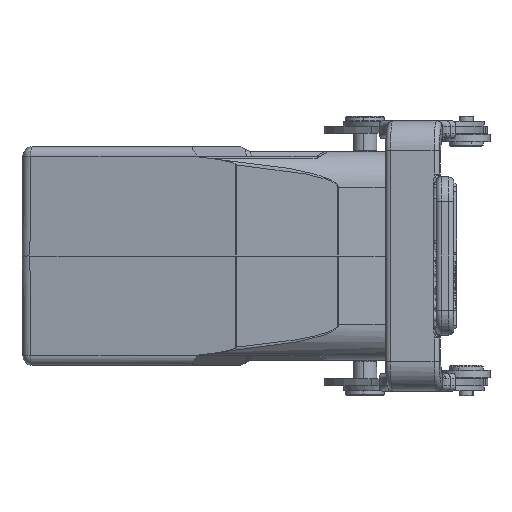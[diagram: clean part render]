
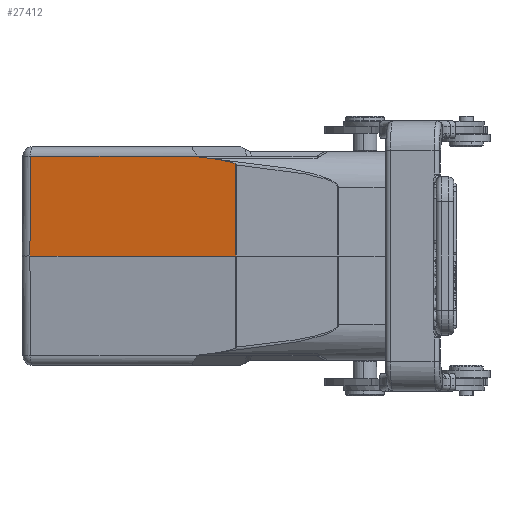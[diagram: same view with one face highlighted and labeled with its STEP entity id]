
A CAD part, left-side view. The second image highlights one B-rep face of the part: STEP entity #27412.
In plain terms, the highlighted planar face has unit normal (-0.982, 0.191, 0.009).
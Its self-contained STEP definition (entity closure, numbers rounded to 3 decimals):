
#35=DIRECTION('',(0.007,-0.009,1.));
#36=VECTOR('',#35,20.519);
#37=CARTESIAN_POINT('',(-36.514,42.382,0.));
#38=LINE('',#37,#36);
#39=DIRECTION('',(-0.13,-0.634,-0.763));
#40=VECTOR('',#39,0.221);
#41=CARTESIAN_POINT('',(-43.023,7.954,20.517));
#42=LINE('',#41,#40);
#54=DIRECTION('',(0.009,-0.001,1.));
#55=VECTOR('',#54,18.832);
#56=CARTESIAN_POINT('',(-44.742,0.05,
0.));
#57=LINE('',#56,#55);
#70=CARTESIAN_POINT('',(-44.58,0.023,18.831));
#71=CARTESIAN_POINT('',(-44.57,0.073,18.886));
#72=CARTESIAN_POINT('',(-44.543,0.206,18.973));
#73=CARTESIAN_POINT('',(-44.493,0.458,19.084));
#74=CARTESIAN_POINT('',(-44.425,0.804,19.208));
#75=CARTESIAN_POINT('',(-44.375,1.059,19.281));
#76=CARTESIAN_POINT('',(-44.318,1.346,19.357));
#77=CARTESIAN_POINT('',(-44.252,1.681,19.438));
#78=CARTESIAN_POINT('',(-44.176,2.069,19.524));
#79=CARTESIAN_POINT('',(-44.087,2.521,19.616));
#80=CARTESIAN_POINT('',(-43.985,3.043,19.713));
#81=CARTESIAN_POINT('',(-43.904,3.458,19.783));
#82=CARTESIAN_POINT('',(-43.861,3.676,19.818));
#99=CARTESIAN_POINT('',(-43.861,3.676,19.818));
#100=CARTESIAN_POINT('',(-43.815,3.912,19.855));
#101=CARTESIAN_POINT('',(-43.724,4.38,19.928));
#102=CARTESIAN_POINT('',(-43.582,5.101,20.035));
#103=CARTESIAN_POINT('',(-43.487,5.586,20.103));
#104=CARTESIAN_POINT('',(-43.44,5.83,20.136));
#318=CARTESIAN_POINT('',(-43.44,5.83,20.136));
#319=CARTESIAN_POINT('',(-43.311,6.489,20.227));
#320=CARTESIAN_POINT('',(-43.181,7.151,20.296));
#321=CARTESIAN_POINT('',(-43.052,7.814,20.349));
#20106=DIRECTION('',(0.191,0.982,0.));
#20107=VECTOR('',#20106,34.889);
#20108=CARTESIAN_POINT('',(-43.023,7.954,
20.517));
#20109=LINE('',#20108,#20107);
#20119=DIRECTION('',(-0.191,-0.982,0.));
#20120=VECTOR('',#20119,43.124);
#20121=CARTESIAN_POINT('',(-36.514,42.382,
0.));
#20122=LINE('',#20121,#20120);
#22076=CARTESIAN_POINT('',(-44.742,0.05,
0.));
#22077=CARTESIAN_POINT('',(-44.58,0.023,
18.831));
#22078=VERTEX_POINT('',#22076);
#22079=VERTEX_POINT('',#22077);
#22080=CARTESIAN_POINT('',(-36.514,42.382,
0.));
#22081=VERTEX_POINT('',#22080);
#22082=CARTESIAN_POINT('',(-36.366,42.203,
20.517));
#22083=VERTEX_POINT('',#22082);
#22084=CARTESIAN_POINT('',(-43.023,7.954,
20.517));
#22085=VERTEX_POINT('',#22084);
#22086=CARTESIAN_POINT('',(-43.052,7.814,20.349));
#22087=VERTEX_POINT('',#22086);
#22088=VERTEX_POINT('',#318);
#22089=VERTEX_POINT('',#99);
#27389=CARTESIAN_POINT('',(-46.119,-7.035,0.));
#27390=DIRECTION('',(-0.982,0.191,0.009));
#27391=DIRECTION('',(-0.191,-0.982,0.));
#27392=AXIS2_PLACEMENT_3D('',#27389,#27390,#27391);
#27393=PLANE('',#27392);
#27395=ORIENTED_EDGE('',*,*,#27394,.F.);
#27397=ORIENTED_EDGE('',*,*,#27396,.F.);
#27399=ORIENTED_EDGE('',*,*,#27398,.T.);
#27401=ORIENTED_EDGE('',*,*,#27400,.F.);
#27403=ORIENTED_EDGE('',*,*,#27402,.T.);
#27405=ORIENTED_EDGE('',*,*,#27404,.F.);
#27407=ORIENTED_EDGE('',*,*,#27406,.F.);
#27409=ORIENTED_EDGE('',*,*,#27408,.F.);
#27410=EDGE_LOOP('',(#27395,#27397,#27399,#27401,#27403,#27405,#27407,#27409));
#27411=FACE_OUTER_BOUND('',#27410,.F.);
#27412=ADVANCED_FACE('',(#27411),#27393,.T.);
#83=B_SPLINE_CURVE_WITH_KNOTS('',3,(#70,#71,#72,#73,#74,#75,#76,#77,#78,#79,#80,
#81,#82),.UNSPECIFIED.,.F.,.F.,(4,1,1,1,1,1,1,1,1,1,4),(0.,0.1,0.2,0.3,
0.4,0.5,0.6,0.7,0.8,0.9,1.),.UNSPECIFIED.);
#105=B_SPLINE_CURVE_WITH_KNOTS('',3,(#99,#100,#101,#102,#103,#104),
.UNSPECIFIED.,.F.,.F.,(4,1,1,4),(0.,0.333,0.667,1.),
.UNSPECIFIED.);
#322=B_SPLINE_CURVE_WITH_KNOTS('',3,(#318,#319,#320,#321),.UNSPECIFIED.,.F.,.F.,
(4,4),(0.,1.),.UNSPECIFIED.);
#27394=EDGE_CURVE('',#22078,#22079,#57,.T.);
#27396=EDGE_CURVE('',#22081,#22078,#20122,.T.);
#27398=EDGE_CURVE('',#22081,#22083,#38,.T.);
#27400=EDGE_CURVE('',#22085,#22083,#20109,.T.);
#27402=EDGE_CURVE('',#22085,#22087,#42,.T.);
#27404=EDGE_CURVE('',#22088,#22087,#322,.T.);
#27406=EDGE_CURVE('',#22089,#22088,#105,.T.);
#27408=EDGE_CURVE('',#22079,#22089,#83,.T.);
